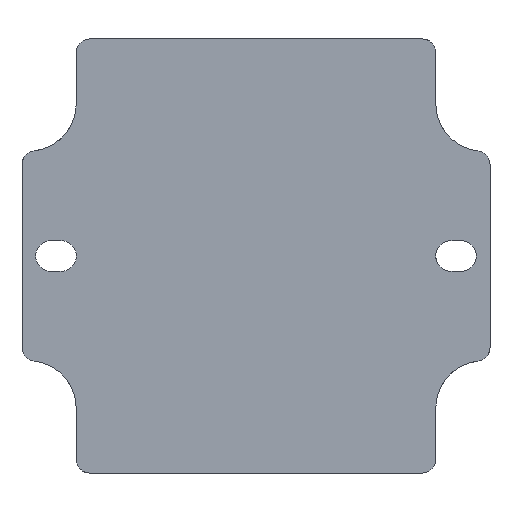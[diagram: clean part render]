
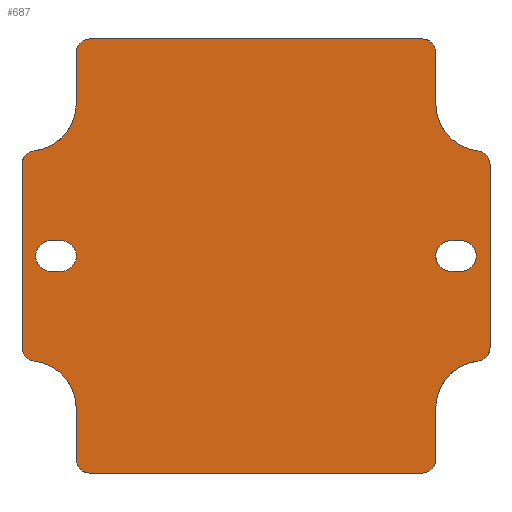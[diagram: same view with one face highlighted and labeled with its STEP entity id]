
A CAD part, top view. The second image highlights one B-rep face of the part: STEP entity #687.
In plain terms, the highlighted planar face has unit normal (0, 0, 1).
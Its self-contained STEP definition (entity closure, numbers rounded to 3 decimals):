
#93=AXIS2_PLACEMENT_3D('Circle Axis2P3D',#91,#92,$) ;
#141=AXIS2_PLACEMENT_3D('Circle Axis2P3D',#139,#140,$) ;
#457=AXIS2_PLACEMENT_3D('Circle Axis2P3D',#455,#456,$) ;
#498=AXIS2_PLACEMENT_3D('Circle Axis2P3D',#496,#497,$) ;
#511=AXIS2_PLACEMENT_3D('Plane Axis2P3D',#508,#509,#510) ;
#515=AXIS2_PLACEMENT_3D('Circle Axis2P3D',#513,#514,$) ;
#531=AXIS2_PLACEMENT_3D('Circle Axis2P3D',#529,#530,$) ;
#545=AXIS2_PLACEMENT_3D('Circle Axis2P3D',#543,#544,$) ;
#559=AXIS2_PLACEMENT_3D('Circle Axis2P3D',#557,#558,$) ;
#566=AXIS2_PLACEMENT_3D('Circle Axis2P3D',#564,#565,$) ;
#580=AXIS2_PLACEMENT_3D('Circle Axis2P3D',#578,#579,$) ;
#587=AXIS2_PLACEMENT_3D('Circle Axis2P3D',#585,#586,$) ;
#601=AXIS2_PLACEMENT_3D('Circle Axis2P3D',#599,#600,$) ;
#615=AXIS2_PLACEMENT_3D('Circle Axis2P3D',#613,#614,$) ;
#629=AXIS2_PLACEMENT_3D('Circle Axis2P3D',#627,#628,$) ;
#636=AXIS2_PLACEMENT_3D('Circle Axis2P3D',#634,#635,$) ;
#650=AXIS2_PLACEMENT_3D('Circle Axis2P3D',#648,#649,$) ;
#37=CARTESIAN_POINT('Line Origine',(5.,34.25,1.5)) ;
#41=CARTESIAN_POINT('Vertex',(4.25,34.25,1.5)) ;
#43=CARTESIAN_POINT('Vertex',(5.75,34.25,1.5)) ;
#88=CARTESIAN_POINT('Vertex',(5.75,29.75,1.5)) ;
#91=CARTESIAN_POINT('Axis2P3D Location',(5.75,32.,1.5)) ;
#119=CARTESIAN_POINT('Vertex',(4.25,29.75,1.5)) ;
#122=CARTESIAN_POINT('Line Origine',(5.,29.75,1.5)) ;
#139=CARTESIAN_POINT('Axis2P3D Location',(4.25,32.,1.5)) ;
#421=CARTESIAN_POINT('Vertex',(63.25,34.25,1.5)) ;
#428=CARTESIAN_POINT('Vertex',(64.75,34.25,1.5)) ;
#431=CARTESIAN_POINT('Line Origine',(64.,34.25,1.5)) ;
#452=CARTESIAN_POINT('Vertex',(64.75,29.75,1.5)) ;
#455=CARTESIAN_POINT('Axis2P3D Location',(64.75,32.,1.5)) ;
#472=CARTESIAN_POINT('Line Origine',(64.,29.75,1.5)) ;
#476=CARTESIAN_POINT('Vertex',(63.25,29.75,1.5)) ;
#496=CARTESIAN_POINT('Axis2P3D Location',(63.25,32.,1.5)) ;
#508=CARTESIAN_POINT('Axis2P3D Location',(34.5,32.,1.5)) ;
#513=CARTESIAN_POINT('Axis2P3D Location',(1.,9.543,1.5)) ;
#517=CARTESIAN_POINT('Vertex',(8.,9.543,1.5)) ;
#519=CARTESIAN_POINT('Vertex',(1.778,16.5,1.5)) ;
#522=CARTESIAN_POINT('Line Origine',(8.,5.772,1.5)) ;
#526=CARTESIAN_POINT('Vertex',(8.,2.,1.5)) ;
#529=CARTESIAN_POINT('Axis2P3D Location',(10.,2.,1.5)) ;
#533=CARTESIAN_POINT('Vertex',(10.,0.,1.5)) ;
#536=CARTESIAN_POINT('Line Origine',(34.5,0.,1.5)) ;
#540=CARTESIAN_POINT('Vertex',(59.,0.,1.5)) ;
#543=CARTESIAN_POINT('Axis2P3D Location',(59.,2.,1.5)) ;
#547=CARTESIAN_POINT('Vertex',(61.,2.,1.5)) ;
#550=CARTESIAN_POINT('Line Origine',(61.,5.772,1.5)) ;
#554=CARTESIAN_POINT('Vertex',(61.,9.543,1.5)) ;
#557=CARTESIAN_POINT('Axis2P3D Location',(68.,9.543,1.5)) ;
#561=CARTESIAN_POINT('Vertex',(67.222,16.5,1.5)) ;
#564=CARTESIAN_POINT('Axis2P3D Location',(67.,18.488,1.5)) ;
#568=CARTESIAN_POINT('Vertex',(69.,18.488,1.5)) ;
#571=CARTESIAN_POINT('Line Origine',(69.,32.,1.5)) ;
#575=CARTESIAN_POINT('Vertex',(69.,45.512,1.5)) ;
#578=CARTESIAN_POINT('Axis2P3D Location',(67.,45.512,1.5)) ;
#582=CARTESIAN_POINT('Vertex',(67.222,47.5,1.5)) ;
#585=CARTESIAN_POINT('Axis2P3D Location',(68.,54.457,1.5)) ;
#589=CARTESIAN_POINT('Vertex',(61.,54.457,1.5)) ;
#592=CARTESIAN_POINT('Line Origine',(61.,58.228,1.5)) ;
#596=CARTESIAN_POINT('Vertex',(61.,62.,1.5)) ;
#599=CARTESIAN_POINT('Axis2P3D Location',(59.,62.,1.5)) ;
#603=CARTESIAN_POINT('Vertex',(59.,64.,1.5)) ;
#606=CARTESIAN_POINT('Line Origine',(34.5,64.,1.5)) ;
#610=CARTESIAN_POINT('Vertex',(10.,64.,1.5)) ;
#613=CARTESIAN_POINT('Axis2P3D Location',(10.,62.,1.5)) ;
#617=CARTESIAN_POINT('Vertex',(8.,62.,1.5)) ;
#620=CARTESIAN_POINT('Line Origine',(8.,58.228,1.5)) ;
#624=CARTESIAN_POINT('Vertex',(8.,54.457,1.5)) ;
#627=CARTESIAN_POINT('Axis2P3D Location',(1.,54.457,1.5)) ;
#631=CARTESIAN_POINT('Vertex',(1.778,47.5,1.5)) ;
#634=CARTESIAN_POINT('Axis2P3D Location',(2.,45.512,1.5)) ;
#638=CARTESIAN_POINT('Vertex',(0.,45.512,1.5)) ;
#641=CARTESIAN_POINT('Line Origine',(0.,32.,1.5)) ;
#645=CARTESIAN_POINT('Vertex',(0.,18.488,1.5)) ;
#648=CARTESIAN_POINT('Axis2P3D Location',(2.,18.488,1.5)) ;
#38=DIRECTION('Vector Direction',(1.,0.,0.)) ;
#92=DIRECTION('Axis2P3D Direction',(0.,0.,1.)) ;
#123=DIRECTION('Vector Direction',(1.,0.,0.)) ;
#140=DIRECTION('Axis2P3D Direction',(0.,0.,1.)) ;
#432=DIRECTION('Vector Direction',(1.,0.,0.)) ;
#456=DIRECTION('Axis2P3D Direction',(0.,0.,1.)) ;
#473=DIRECTION('Vector Direction',(1.,0.,0.)) ;
#497=DIRECTION('Axis2P3D Direction',(0.,0.,1.)) ;
#509=DIRECTION('Axis2P3D Direction',(0.,0.,1.)) ;
#510=DIRECTION('Axis2P3D XDirection',(1.,0.,0.)) ;
#514=DIRECTION('Axis2P3D Direction',(0.,0.,1.)) ;
#523=DIRECTION('Vector Direction',(0.,1.,0.)) ;
#530=DIRECTION('Axis2P3D Direction',(0.,0.,1.)) ;
#537=DIRECTION('Vector Direction',(1.,0.,0.)) ;
#544=DIRECTION('Axis2P3D Direction',(0.,0.,1.)) ;
#551=DIRECTION('Vector Direction',(0.,1.,0.)) ;
#558=DIRECTION('Axis2P3D Direction',(0.,0.,1.)) ;
#565=DIRECTION('Axis2P3D Direction',(0.,0.,1.)) ;
#572=DIRECTION('Vector Direction',(0.,1.,0.)) ;
#579=DIRECTION('Axis2P3D Direction',(0.,0.,1.)) ;
#586=DIRECTION('Axis2P3D Direction',(0.,0.,1.)) ;
#593=DIRECTION('Vector Direction',(0.,1.,0.)) ;
#600=DIRECTION('Axis2P3D Direction',(0.,0.,1.)) ;
#607=DIRECTION('Vector Direction',(1.,0.,0.)) ;
#614=DIRECTION('Axis2P3D Direction',(0.,0.,1.)) ;
#621=DIRECTION('Vector Direction',(0.,1.,0.)) ;
#628=DIRECTION('Axis2P3D Direction',(0.,0.,1.)) ;
#635=DIRECTION('Axis2P3D Direction',(0.,0.,1.)) ;
#642=DIRECTION('Vector Direction',(0.,1.,0.)) ;
#649=DIRECTION('Axis2P3D Direction',(0.,0.,1.)) ;
#39=VECTOR('Line Direction',#38,1.) ;
#124=VECTOR('Line Direction',#123,1.) ;
#433=VECTOR('Line Direction',#432,1.) ;
#474=VECTOR('Line Direction',#473,1.) ;
#524=VECTOR('Line Direction',#523,1.) ;
#538=VECTOR('Line Direction',#537,1.) ;
#552=VECTOR('Line Direction',#551,1.) ;
#573=VECTOR('Line Direction',#572,1.) ;
#594=VECTOR('Line Direction',#593,1.) ;
#608=VECTOR('Line Direction',#607,1.) ;
#622=VECTOR('Line Direction',#621,1.) ;
#643=VECTOR('Line Direction',#642,1.) ;
#654=ORIENTED_EDGE('',*,*,#521,.F.) ;
#655=ORIENTED_EDGE('',*,*,#528,.F.) ;
#656=ORIENTED_EDGE('',*,*,#535,.T.) ;
#657=ORIENTED_EDGE('',*,*,#542,.T.) ;
#658=ORIENTED_EDGE('',*,*,#549,.T.) ;
#659=ORIENTED_EDGE('',*,*,#556,.T.) ;
#660=ORIENTED_EDGE('',*,*,#563,.F.) ;
#661=ORIENTED_EDGE('',*,*,#570,.T.) ;
#662=ORIENTED_EDGE('',*,*,#577,.T.) ;
#663=ORIENTED_EDGE('',*,*,#584,.T.) ;
#664=ORIENTED_EDGE('',*,*,#591,.F.) ;
#665=ORIENTED_EDGE('',*,*,#598,.T.) ;
#666=ORIENTED_EDGE('',*,*,#605,.T.) ;
#667=ORIENTED_EDGE('',*,*,#612,.F.) ;
#668=ORIENTED_EDGE('',*,*,#619,.T.) ;
#669=ORIENTED_EDGE('',*,*,#626,.F.) ;
#670=ORIENTED_EDGE('',*,*,#633,.F.) ;
#671=ORIENTED_EDGE('',*,*,#640,.T.) ;
#672=ORIENTED_EDGE('',*,*,#647,.F.) ;
#673=ORIENTED_EDGE('',*,*,#652,.T.) ;
#676=ORIENTED_EDGE('',*,*,#500,.F.) ;
#677=ORIENTED_EDGE('',*,*,#435,.T.) ;
#678=ORIENTED_EDGE('',*,*,#459,.F.) ;
#679=ORIENTED_EDGE('',*,*,#478,.F.) ;
#682=ORIENTED_EDGE('',*,*,#45,.T.) ;
#683=ORIENTED_EDGE('',*,*,#95,.F.) ;
#684=ORIENTED_EDGE('',*,*,#126,.F.) ;
#685=ORIENTED_EDGE('',*,*,#143,.F.) ;
#680=FACE_BOUND('',#675,.T.) ;
#686=FACE_BOUND('',#681,.T.) ;
#687=ADVANCED_FACE('Koerper.2',(#674,#680,#686),#512,.T.) ;
#94=CIRCLE('generated circle',#93,2.25) ;
#142=CIRCLE('generated circle',#141,2.25) ;
#458=CIRCLE('generated circle',#457,2.25) ;
#499=CIRCLE('generated circle',#498,2.25) ;
#516=CIRCLE('generated circle',#515,7.) ;
#532=CIRCLE('generated circle',#531,2.) ;
#546=CIRCLE('generated circle',#545,2.) ;
#560=CIRCLE('generated circle',#559,7.) ;
#567=CIRCLE('generated circle',#566,2.) ;
#581=CIRCLE('generated circle',#580,2.) ;
#588=CIRCLE('generated circle',#587,7.) ;
#602=CIRCLE('generated circle',#601,2.) ;
#616=CIRCLE('generated circle',#615,2.) ;
#630=CIRCLE('generated circle',#629,7.) ;
#637=CIRCLE('generated circle',#636,2.) ;
#651=CIRCLE('generated circle',#650,2.) ;
#45=EDGE_CURVE('',#42,#44,#40,.T.) ;
#95=EDGE_CURVE('',#89,#44,#94,.T.) ;
#126=EDGE_CURVE('',#120,#89,#125,.T.) ;
#143=EDGE_CURVE('',#42,#120,#142,.T.) ;
#435=EDGE_CURVE('',#422,#429,#434,.T.) ;
#459=EDGE_CURVE('',#453,#429,#458,.T.) ;
#478=EDGE_CURVE('',#477,#453,#475,.T.) ;
#500=EDGE_CURVE('',#422,#477,#499,.T.) ;
#521=EDGE_CURVE('',#518,#520,#516,.T.) ;
#528=EDGE_CURVE('',#527,#518,#525,.T.) ;
#535=EDGE_CURVE('',#527,#534,#532,.T.) ;
#542=EDGE_CURVE('',#534,#541,#539,.T.) ;
#549=EDGE_CURVE('',#541,#548,#546,.T.) ;
#556=EDGE_CURVE('',#548,#555,#553,.T.) ;
#563=EDGE_CURVE('',#562,#555,#560,.T.) ;
#570=EDGE_CURVE('',#562,#569,#567,.T.) ;
#577=EDGE_CURVE('',#569,#576,#574,.T.) ;
#584=EDGE_CURVE('',#576,#583,#581,.T.) ;
#591=EDGE_CURVE('',#590,#583,#588,.T.) ;
#598=EDGE_CURVE('',#590,#597,#595,.T.) ;
#605=EDGE_CURVE('',#597,#604,#602,.T.) ;
#612=EDGE_CURVE('',#611,#604,#609,.T.) ;
#619=EDGE_CURVE('',#611,#618,#616,.T.) ;
#626=EDGE_CURVE('',#625,#618,#623,.T.) ;
#633=EDGE_CURVE('',#632,#625,#630,.T.) ;
#640=EDGE_CURVE('',#632,#639,#637,.T.) ;
#647=EDGE_CURVE('',#646,#639,#644,.T.) ;
#652=EDGE_CURVE('',#646,#520,#651,.T.) ;
#653=EDGE_LOOP('',(#654,#655,#656,#657,#658,#659,#660,#661,#662,#663,#664,#665,#666,#667,#668,#669,#670,#671,#672,#673)) ;
#675=EDGE_LOOP('',(#676,#677,#678,#679)) ;
#681=EDGE_LOOP('',(#682,#683,#684,#685)) ;
#674=FACE_OUTER_BOUND('',#653,.T.) ;
#40=LINE('Line',#37,#39) ;
#125=LINE('Line',#122,#124) ;
#434=LINE('Line',#431,#433) ;
#475=LINE('Line',#472,#474) ;
#525=LINE('Line',#522,#524) ;
#539=LINE('Line',#536,#538) ;
#553=LINE('Line',#550,#552) ;
#574=LINE('Line',#571,#573) ;
#595=LINE('Line',#592,#594) ;
#609=LINE('Line',#606,#608) ;
#623=LINE('Line',#620,#622) ;
#644=LINE('Line',#641,#643) ;
#512=PLANE('',#511) ;
#42=VERTEX_POINT('',#41) ;
#44=VERTEX_POINT('',#43) ;
#89=VERTEX_POINT('',#88) ;
#120=VERTEX_POINT('',#119) ;
#422=VERTEX_POINT('',#421) ;
#429=VERTEX_POINT('',#428) ;
#453=VERTEX_POINT('',#452) ;
#477=VERTEX_POINT('',#476) ;
#518=VERTEX_POINT('',#517) ;
#520=VERTEX_POINT('',#519) ;
#527=VERTEX_POINT('',#526) ;
#534=VERTEX_POINT('',#533) ;
#541=VERTEX_POINT('',#540) ;
#548=VERTEX_POINT('',#547) ;
#555=VERTEX_POINT('',#554) ;
#562=VERTEX_POINT('',#561) ;
#569=VERTEX_POINT('',#568) ;
#576=VERTEX_POINT('',#575) ;
#583=VERTEX_POINT('',#582) ;
#590=VERTEX_POINT('',#589) ;
#597=VERTEX_POINT('',#596) ;
#604=VERTEX_POINT('',#603) ;
#611=VERTEX_POINT('',#610) ;
#618=VERTEX_POINT('',#617) ;
#625=VERTEX_POINT('',#624) ;
#632=VERTEX_POINT('',#631) ;
#639=VERTEX_POINT('',#638) ;
#646=VERTEX_POINT('',#645) ;
